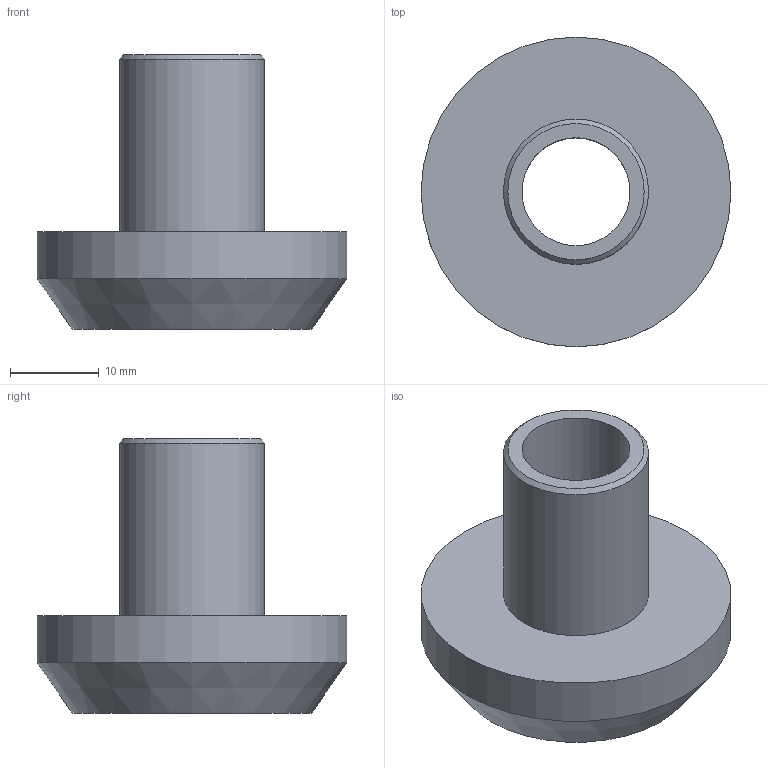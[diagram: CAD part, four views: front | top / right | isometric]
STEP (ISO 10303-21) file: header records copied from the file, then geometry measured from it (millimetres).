
FILE_DESCRIPTION(/* description */ (''),/* implementation_level */ '2;1');
FILE_NAME(/* name */ 'CAS-2.stp',/* time_stamp */ '2024-04-26T10:33:02+02:00',/* author */ ('Z420'),/* organization */ (''),/* preprocessor_version */ 'ST-DEVELOPER v18.1',/* originating_system */ 'Autodesk Inventor 2022',/* authorisation */ '');
FILE_SCHEMA (('AUTOMOTIVE_DESIGN { 1 0 10303 214 3 1 1 }'));
Length unit declared in the file: millimetre
Products named in the file (1): MM56 - 1201
Bounding box: 35 x 35 x 31 mm (x, y, z)
Volume: 10017.3 mm3; surface area: 4764.6 mm2
Topology: 1 solids, 1 shells, 8 faces, 15 edges, 10 vertices
Faces by surface type: cylinder 3, plane 3, cone 2
Full cylindrical faces by diameter (mm): 12.2 x1, 16.4 x1, 35 x1
Entity records: 256 total; most frequent: DIRECTION 43, CARTESIAN_POINT 34, ORIENTED_EDGE 30, AXIS2_PLACEMENT_3D 19, EDGE_CURVE 15, EDGE_LOOP 11, CIRCLE 10, VERTEX_POINT 10
